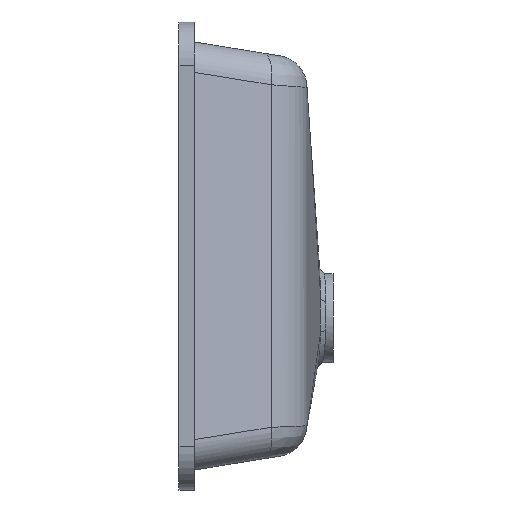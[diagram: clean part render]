
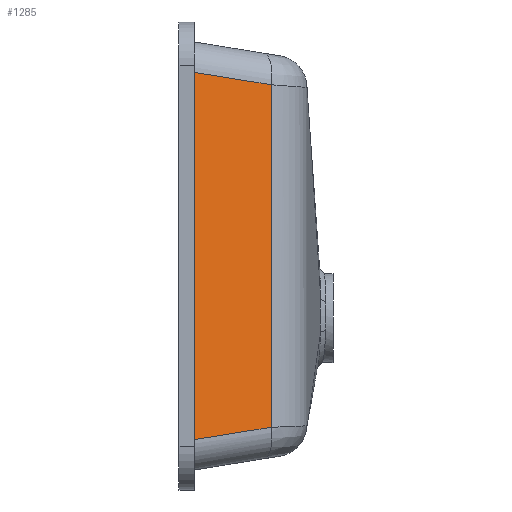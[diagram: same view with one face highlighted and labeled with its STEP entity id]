
A CAD part, left-side view. The second image highlights one B-rep face of the part: STEP entity #1285.
In plain terms, the highlighted planar face has unit normal (-0.919, -0.395, 0).
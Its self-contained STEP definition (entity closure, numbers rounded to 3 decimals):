
#5 = CARTESIAN_POINT ( 'NONE',  ( -462.885, -77.756, -144.524 ) ) ;
#336 = CARTESIAN_POINT ( 'NONE',  ( -462.885, -77.756, 144.524 ) ) ;
#417 = VECTOR ( 'NONE', #5696, 1000. ) ;
#894 = ORIENTED_EDGE ( 'NONE', *, *, #3638, .T. ) ;
#1175 = VERTEX_POINT ( 'NONE', #7007 ) ;
#1260 = EDGE_CURVE ( 'NONE', #1175, #6469, #2987, .T. ) ;
#1285 = ADVANCED_FACE ( 'NONE', ( #2282 ), #3235, .T. ) ;
#2282 = FACE_OUTER_BOUND ( 'NONE', #4916, .T. ) ;
#2355 = ORIENTED_EDGE ( 'NONE', *, *, #3787, .T. ) ;
#2675 = VERTEX_POINT ( 'NONE', #5 ) ;
#2915 = DIRECTION ( 'NONE',  ( 0., 0., 1. ) ) ;
#2934 = CARTESIAN_POINT ( 'NONE',  ( -462.885, -77.756, 167.5 ) ) ;
#2987 = LINE ( 'NONE', #6516, #417 ) ;
#3235 = PLANE ( 'NONE',  #4349 ) ;
#3638 = EDGE_CURVE ( 'NONE', #7377, #6469, #4708, .T. ) ;
#3682 = ORIENTED_EDGE ( 'NONE', *, *, #6782, .T. ) ;
#3787 = EDGE_CURVE ( 'NONE', #1175, #2675, #4280, .T. ) ;
#4050 = VECTOR ( 'NONE', #6280, 1000. ) ;
#4280 = LINE ( 'NONE', #6188, #4050 ) ;
#4349 = AXIS2_PLACEMENT_3D ( 'NONE', #4818, #4741, #4758 ) ;
#4482 = LINE ( 'NONE', #2934, #7548 ) ;
#4489 = VECTOR ( 'NONE', #7532, 1000. ) ;
#4708 = LINE ( 'NONE', #7344, #4489 ) ;
#4741 = DIRECTION ( 'NONE',  ( -0.919, -0.395, 0. ) ) ;
#4758 = DIRECTION ( 'NONE',  ( 0., 0., -1. ) ) ;
#4818 = CARTESIAN_POINT ( 'NONE',  ( -493.78, -5.927, 167.5 ) ) ;
#4916 = EDGE_LOOP ( 'NONE', ( #7807, #2355, #3682, #894 ) ) ;
#5696 = DIRECTION ( 'NONE',  ( 0., 0., 1. ) ) ;
#6175 = CARTESIAN_POINT ( 'NONE',  ( -490.737, -13., 154.969 ) ) ;
#6188 = CARTESIAN_POINT ( 'NONE',  ( -475.242, -49.027, -149.158 ) ) ;
#6280 = DIRECTION ( 'NONE',  ( 0.391, -0.909, 0.147 ) ) ;
#6469 = VERTEX_POINT ( 'NONE', #6175 ) ;
#6516 = CARTESIAN_POINT ( 'NONE',  ( -490.737, -13., 167.5 ) ) ;
#6782 = EDGE_CURVE ( 'NONE', #2675, #7377, #4482, .T. ) ;
#7007 = CARTESIAN_POINT ( 'NONE',  ( -490.737, -13., -154.969 ) ) ;
#7344 = CARTESIAN_POINT ( 'NONE',  ( -347.783, -345.368, 101.361 ) ) ;
#7377 = VERTEX_POINT ( 'NONE', #336 ) ;
#7532 = DIRECTION ( 'NONE',  ( -0.391, 0.909, 0.147 ) ) ;
#7548 = VECTOR ( 'NONE', #2915, 1000. ) ;
#7807 = ORIENTED_EDGE ( 'NONE', *, *, #1260, .F. ) ;
